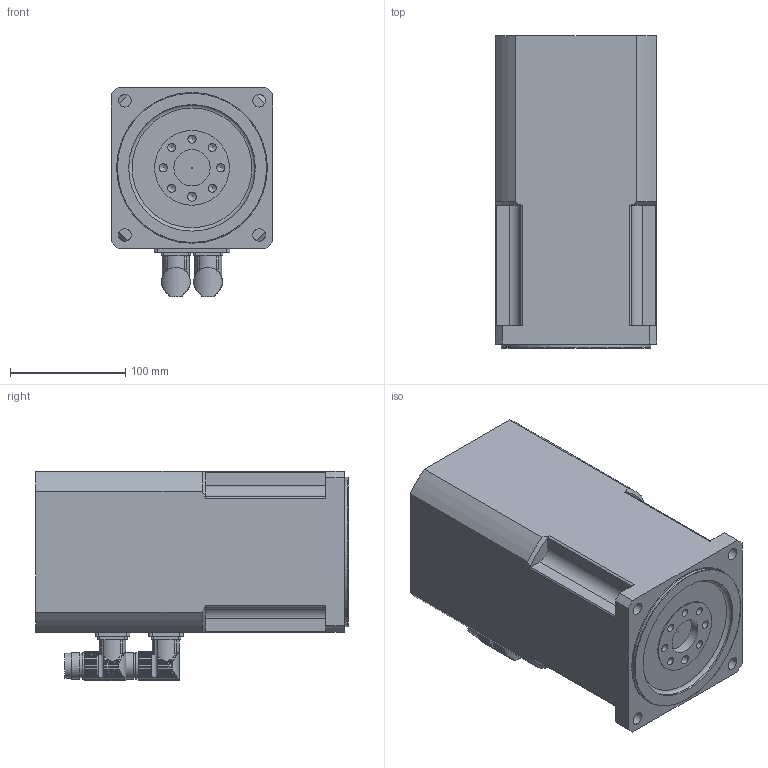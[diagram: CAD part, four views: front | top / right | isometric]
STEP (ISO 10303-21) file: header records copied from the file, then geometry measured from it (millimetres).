
FILE_DESCRIPTION(/* description */ (''),/* implementation_level */ '2;1');
FILE_NAME(/* name */ 'KTY5228Q_MF_RD_VB',/* time_stamp */ '2009-01-27T08:59:42+01:00',/* author */ (''),/* organization */ (''),/* preprocessor_version */ 'ST-DEVELOPER v8',/* originating_system */ 'UNIGRAPHICS SOLUTIONS - UNIGRAPHICS 18.0',/* authorisation */ '');
FILE_SCHEMA (('AUTOMOTIVE_DESIGN { 1 2 10303 214 0 1 1 1 }'));
Length unit declared in the file: millimetre
Products named in the file (2): Winkelflanschdose_0; KTY5224Q-MF-RD_VB_0
Assembly tree (2 placements, depth 2):
  KTY5224Q-MF-RD_VB_0
    Winkelflanschdose_0  x2
Bounding box: 140 x 271.5 x 181.99 mm (x, y, z)
Volume: 5038523.3 mm3; surface area: 206567 mm2
Topology: 3 solids, 3 shells, 429 faces, 1207 edges, 805 vertices
Faces by surface type: cylinder 335, plane 79, cone 13, torus 2
Full cylindrical faces by diameter (mm): 1 x1, 6.985 x7, 8 x1, 11 x4, 16 x2, 20 x2, 21 x2, 21.5 x2, 23 x4, 31.5 x1, 65 x1, 110 x1, 130 x1
Entity records: 8692 total; most frequent: CARTESIAN_POINT 2073, ORIENTED_EDGE 1366, DIRECTION 1334, EDGE_CURVE 683, AXIS2_PLACEMENT_3D 531, VERTEX_POINT 480, EDGE_LOOP 323, LINE 272
